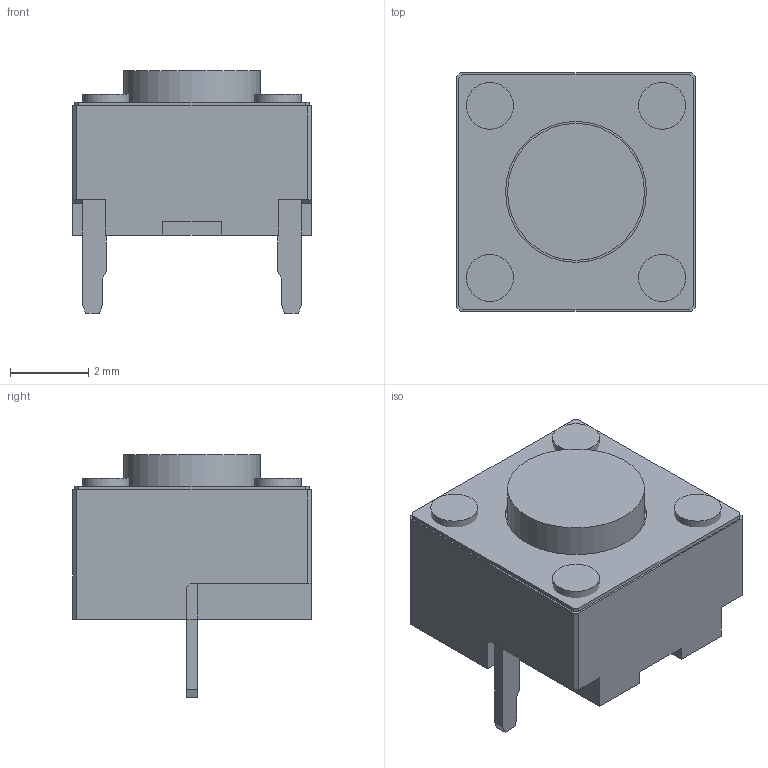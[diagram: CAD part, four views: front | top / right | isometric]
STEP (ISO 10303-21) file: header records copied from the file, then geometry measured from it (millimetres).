
FILE_DESCRIPTION(('FreeCAD Model'),'2;1');
FILE_NAME('Tactile switch Omron_B3F-6020.step', '2017-06-14T14:12:12',('Author'),(''), 'Open CASCADE STEP processor 6.8','FreeCAD','Unknown');
FILE_SCHEMA(('AUTOMOTIVE_DESIGN_CC2 { 1 2 10303 214 -1 1 5 4 }'));
Length unit declared in the file: millimetre
Products named in the file (5): ASSEMBLY; Chamfer003004; Pad004; Pad004_(Mirror_#1); Array
Assembly tree (4 placements, depth 2):
  ASSEMBLY
    Chamfer003004
    Pad004
    Pad004_(Mirror_#1)
    Array
Bounding box: 6.1 x 6.1 x 6.2 mm (x, y, z)
Volume: 130 mm3; surface area: 196.1 mm2
Topology: 7 solids, 9 shells, 71 faces, 156 edges, 104 vertices
Faces by surface type: plane 65, cylinder 6
Full cylindrical faces by diameter (mm): 1.2 x4, 3.5 x1, 3.6 x1
Entity records: 4472 total; most frequent: CARTESIAN_POINT 724, DIRECTION 625, LINE 446, VECTOR 446, ORIENTED_EDGE 324, PCURVE 320, DEFINITIONAL_REPRESENTATION 320, EDGE_CURVE 160
